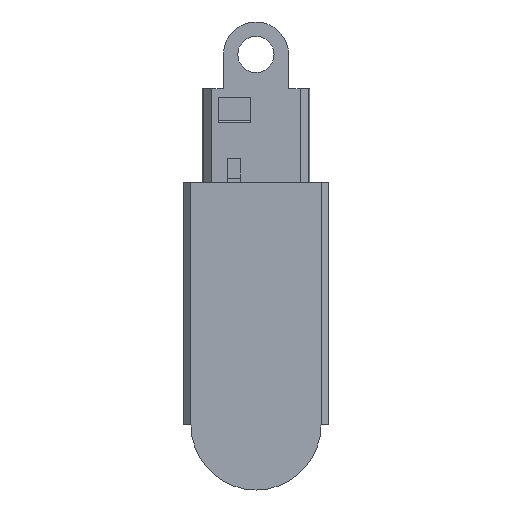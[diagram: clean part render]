
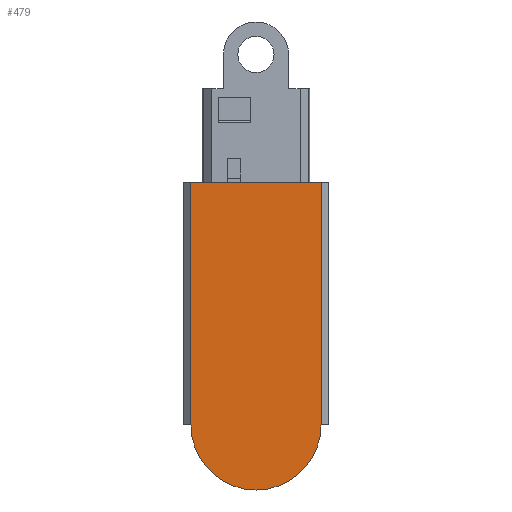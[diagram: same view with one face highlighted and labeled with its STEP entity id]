
A CAD part, front view. The second image highlights one B-rep face of the part: STEP entity #479.
In plain terms, the highlighted planar face has unit normal (0, -1, 0).
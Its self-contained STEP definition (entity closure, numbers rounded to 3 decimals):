
#161 = CIRCLE ( 'NONE', #357, 18. ) ;
#357 = AXIS2_PLACEMENT_3D ( 'NONE', #2021, #3863, #5706 ) ;
#365 = EDGE_LOOP ( 'NONE', ( #3375, #4035, #5528, #2094, #3835 ) ) ;
#479 = ADVANCED_FACE ( 'NONE', ( #2221 ), #4967, .F. ) ;
#597 = DIRECTION ( 'NONE',  ( 0., 0., 1. ) ) ;
#677 = VERTEX_POINT ( 'NONE', #1699 ) ;
#790 = VECTOR ( 'NONE', #3240, 1000. ) ;
#813 = CARTESIAN_POINT ( 'NONE',  ( 0., 0., 0. ) ) ;
#892 = CARTESIAN_POINT ( 'NONE',  ( -18., 0., 0. ) ) ;
#1122 = VERTEX_POINT ( 'NONE', #1576 ) ;
#1231 = CARTESIAN_POINT ( 'NONE',  ( 0., 0., -51.5 ) ) ;
#1249 = AXIS2_PLACEMENT_3D ( 'NONE', #4740, #4356, #597 ) ;
#1269 = CARTESIAN_POINT ( 'NONE',  ( 18., 0., 33.5 ) ) ;
#1537 = VERTEX_POINT ( 'NONE', #3775 ) ;
#1576 = CARTESIAN_POINT ( 'NONE',  ( -18., 0., -33.5 ) ) ;
#1699 = CARTESIAN_POINT ( 'NONE',  ( 18., 0., -33.5 ) ) ;
#1701 = EDGE_CURVE ( 'NONE', #5172, #1122, #161, .T. ) ;
#2021 = CARTESIAN_POINT ( 'NONE',  ( 0., 0., -33.5 ) ) ;
#2094 = ORIENTED_EDGE ( 'NONE', *, *, #3268, .T. ) ;
#2221 = FACE_OUTER_BOUND ( 'NONE', #365, .T. ) ;
#2263 = CARTESIAN_POINT ( 'NONE',  ( 18., 0., 0. ) ) ;
#2683 = DIRECTION ( 'NONE',  ( 0., 1., 0. ) ) ;
#2806 = DIRECTION ( 'NONE',  ( 0., 0., 1. ) ) ;
#2813 = CIRCLE ( 'NONE', #1249, 18. ) ;
#2845 = AXIS2_PLACEMENT_3D ( 'NONE', #813, #2683, #4524 ) ;
#3090 = EDGE_CURVE ( 'NONE', #677, #5172, #2813, .T. ) ;
#3240 = DIRECTION ( 'NONE',  ( 0., 0., 1. ) ) ;
#3268 = EDGE_CURVE ( 'NONE', #677, #3507, #5555, .T. ) ;
#3375 = ORIENTED_EDGE ( 'NONE', *, *, #5274, .F. ) ;
#3406 = LINE ( 'NONE', #4795, #4682 ) ;
#3507 = VERTEX_POINT ( 'NONE', #1269 ) ;
#3775 = CARTESIAN_POINT ( 'NONE',  ( -18., 0., 33.5 ) ) ;
#3835 = ORIENTED_EDGE ( 'NONE', *, *, #5895, .F. ) ;
#3863 = DIRECTION ( 'NONE',  ( 0., 1., 0. ) ) ;
#4035 = ORIENTED_EDGE ( 'NONE', *, *, #1701, .F. ) ;
#4356 = DIRECTION ( 'NONE',  ( 0., 1., 0. ) ) ;
#4524 = DIRECTION ( 'NONE',  ( 0., 0., 1. ) ) ;
#4596 = LINE ( 'NONE', #892, #790 ) ;
#4682 = VECTOR ( 'NONE', #4729, 1000. ) ;
#4729 = DIRECTION ( 'NONE',  ( 1., 0., 0. ) ) ;
#4740 = CARTESIAN_POINT ( 'NONE',  ( 0., 0., -33.5 ) ) ;
#4795 = CARTESIAN_POINT ( 'NONE',  ( 0., 0., 33.5 ) ) ;
#4967 = PLANE ( 'NONE',  #2845 ) ;
#4991 = VECTOR ( 'NONE', #2806, 1000. ) ;
#5172 = VERTEX_POINT ( 'NONE', #1231 ) ;
#5274 = EDGE_CURVE ( 'NONE', #1122, #1537, #4596, .T. ) ;
#5528 = ORIENTED_EDGE ( 'NONE', *, *, #3090, .F. ) ;
#5555 = LINE ( 'NONE', #2263, #4991 ) ;
#5706 = DIRECTION ( 'NONE',  ( 0., 0., 1. ) ) ;
#5895 = EDGE_CURVE ( 'NONE', #1537, #3507, #3406, .T. ) ;
